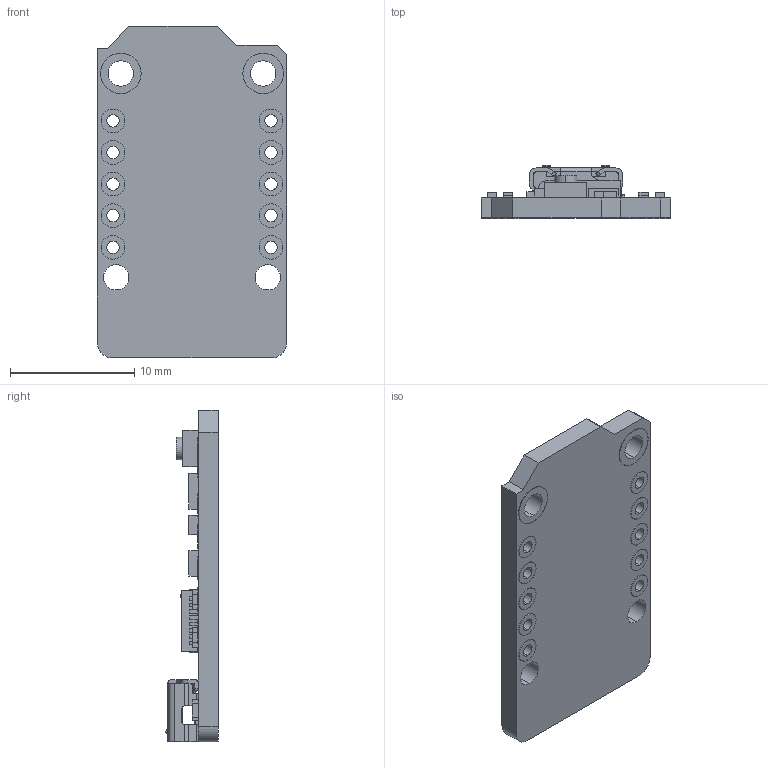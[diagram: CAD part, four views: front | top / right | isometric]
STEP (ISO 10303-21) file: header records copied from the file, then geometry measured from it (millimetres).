
FILE_DESCRIPTION (( 'STEP AP214' ), '1' );
FILE_NAME ('TrinketM0.STEP', '2020-10-07T18:06:01', ( '' ), ( '' ), 'SwSTEP 2.0', 'SolidWorks 2017', '' );
FILE_SCHEMA (( 'AUTOMOTIVE_DESIGN' ));
Length unit declared in the file: inch
Products named in the file (2): TrinketM0
Bounding box: 15.24 x 4.33 x 26.67 mm (x, y, z)
Volume: 711.2 mm3; surface area: 1522.2 mm2
Topology: 67 solids, 67 shells, 934 faces, 2309 edges, 1524 vertices
Faces by surface type: plane 730, cylinder 200, sphere 4
Entity records: 40395 total; most frequent: CARTESIAN_POINT 4840, ORIENTED_EDGE 4616, DIRECTION 4548, EDGE_CURVE 2308, VECTOR 1892, LINE 1892, VERTEX_POINT 1524, AXIS2_PLACEMENT_3D 1328
